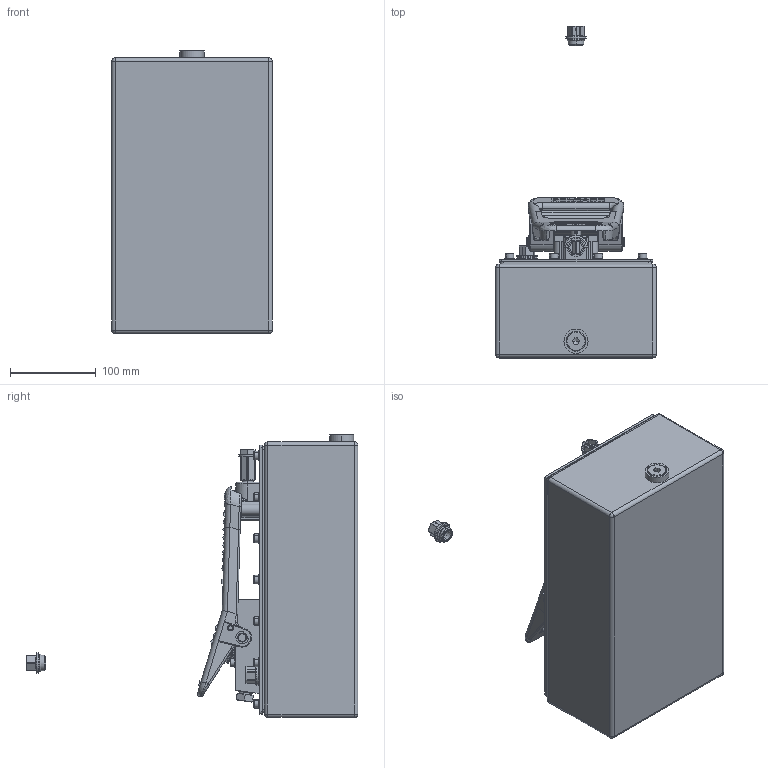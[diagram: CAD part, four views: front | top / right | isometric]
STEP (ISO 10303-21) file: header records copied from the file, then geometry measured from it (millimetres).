
FILE_DESCRIPTION (( 'STEP AP203' ), '1' );
FILE_NAME ('A5711.STEP', '2017-01-03T05:47:10', ( '' ), ( '' ), 'SwSTEP 2.0', 'SolidWorks 2016', '' );
FILE_SCHEMA (( 'CONFIG_CONTROL_DESIGN' ));
Length unit declared in the file: millimetre
Products named in the file (1): A5711
Bounding box: 187 x 386.3 x 329.3 mm (x, y, z)
Volume: 1056972.4 mm3; surface area: 692946.6 mm2
Topology: 66 solids, 66 shells, 2091 faces, 5022 edges, 3121 vertices
Faces by surface type: plane 934, cylinder 745, cone 249, torus 74, bspline 53, sphere 36
Entity records: 66968 total; most frequent: CARTESIAN_POINT 18004, DIRECTION 10306, ORIENTED_EDGE 9922, EDGE_CURVE 4961, AXIS2_PLACEMENT_3D 3857, VERTEX_POINT 3117, VECTOR 2592, LINE 2592
